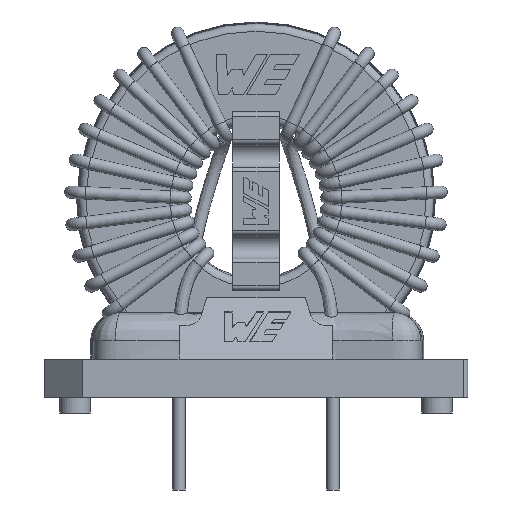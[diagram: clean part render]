
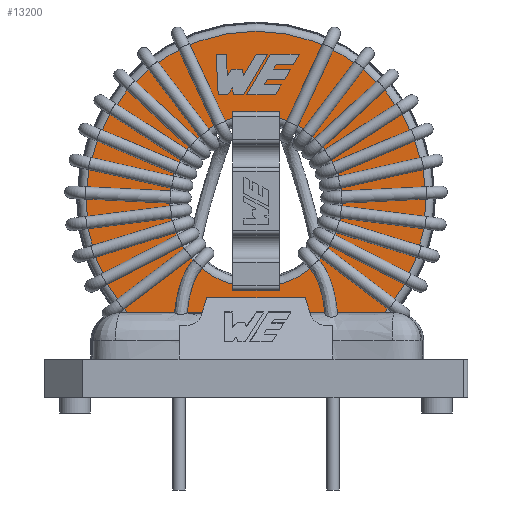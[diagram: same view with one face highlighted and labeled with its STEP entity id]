
A CAD part, front view. The second image highlights one B-rep face of the part: STEP entity #13200.
In plain terms, the highlighted planar face has unit normal (0, -1, 0).
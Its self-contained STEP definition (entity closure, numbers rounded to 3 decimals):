
#557=CIRCLE('',#16526,5.613);
#563=CIRCLE('',#16539,11.037);
#1887=ORIENTED_EDGE('',*,*,#5012,.F.);
#1888=ORIENTED_EDGE('',*,*,#5010,.F.);
#1889=ORIENTED_EDGE('',*,*,#5008,.F.);
#1890=ORIENTED_EDGE('',*,*,#5013,.F.);
#1891=ORIENTED_EDGE('',*,*,#5047,.F.);
#1892=ORIENTED_EDGE('',*,*,#5044,.F.);
#1893=ORIENTED_EDGE('',*,*,#5041,.F.);
#1894=ORIENTED_EDGE('',*,*,#5038,.F.);
#1895=ORIENTED_EDGE('',*,*,#5035,.F.);
#1896=ORIENTED_EDGE('',*,*,#5032,.F.);
#1897=ORIENTED_EDGE('',*,*,#5029,.F.);
#1898=ORIENTED_EDGE('',*,*,#5026,.F.);
#1899=ORIENTED_EDGE('',*,*,#5023,.F.);
#1900=ORIENTED_EDGE('',*,*,#5020,.F.);
#1901=ORIENTED_EDGE('',*,*,#5017,.F.);
#1902=ORIENTED_EDGE('',*,*,#5049,.F.);
#1903=ORIENTED_EDGE('',*,*,#5087,.F.);
#1904=ORIENTED_EDGE('',*,*,#5085,.F.);
#1905=ORIENTED_EDGE('',*,*,#5083,.F.);
#1906=ORIENTED_EDGE('',*,*,#5081,.F.);
#1907=ORIENTED_EDGE('',*,*,#5079,.F.);
#1908=ORIENTED_EDGE('',*,*,#5077,.F.);
#1909=ORIENTED_EDGE('',*,*,#5075,.F.);
#1910=ORIENTED_EDGE('',*,*,#5073,.F.);
#1911=ORIENTED_EDGE('',*,*,#5071,.F.);
#1912=ORIENTED_EDGE('',*,*,#5069,.F.);
#1913=ORIENTED_EDGE('',*,*,#5067,.F.);
#1914=ORIENTED_EDGE('',*,*,#5065,.F.);
#1915=ORIENTED_EDGE('',*,*,#5088,.F.);
#1916=ORIENTED_EDGE('',*,*,#5101,.T.);
#1917=ORIENTED_EDGE('',*,*,#5107,.T.);
#5008=EDGE_CURVE('',#6713,#6712,#8137,.T.);
#5010=EDGE_CURVE('',#6712,#6714,#8139,.T.);
#5012=EDGE_CURVE('',#6714,#6715,#8141,.T.);
#5013=EDGE_CURVE('',#6715,#6713,#8142,.T.);
#5017=EDGE_CURVE('',#6719,#6716,#8146,.T.);
#5020=EDGE_CURVE('',#6716,#6720,#8149,.T.);
#5023=EDGE_CURVE('',#6720,#6722,#8152,.T.);
#5026=EDGE_CURVE('',#6722,#6724,#8155,.T.);
#5029=EDGE_CURVE('',#6724,#6726,#8158,.T.);
#5032=EDGE_CURVE('',#6726,#6728,#8161,.T.);
#5035=EDGE_CURVE('',#6728,#6730,#8164,.T.);
#5038=EDGE_CURVE('',#6730,#6732,#8167,.T.);
#5041=EDGE_CURVE('',#6732,#6734,#8170,.T.);
#5044=EDGE_CURVE('',#6734,#6736,#8173,.T.);
#5047=EDGE_CURVE('',#6736,#6738,#8176,.T.);
#5049=EDGE_CURVE('',#6738,#6719,#8178,.T.);
#5065=EDGE_CURVE('',#6754,#6753,#8194,.T.);
#5067=EDGE_CURVE('',#6753,#6755,#8196,.T.);
#5069=EDGE_CURVE('',#6755,#6756,#8198,.T.);
#5071=EDGE_CURVE('',#6756,#6757,#8200,.T.);
#5073=EDGE_CURVE('',#6757,#6758,#8202,.T.);
#5075=EDGE_CURVE('',#6758,#6759,#8204,.T.);
#5077=EDGE_CURVE('',#6759,#6760,#8206,.T.);
#5079=EDGE_CURVE('',#6760,#6761,#8208,.T.);
#5081=EDGE_CURVE('',#6761,#6762,#8210,.T.);
#5083=EDGE_CURVE('',#6762,#6763,#8212,.T.);
#5085=EDGE_CURVE('',#6763,#6764,#8214,.T.);
#5087=EDGE_CURVE('',#6764,#6765,#8216,.T.);
#5088=EDGE_CURVE('',#6765,#6754,#8217,.T.);
#5101=EDGE_CURVE('',#6778,#6778,#557,.T.);
#5107=EDGE_CURVE('',#6784,#6784,#563,.T.);
#6712=VERTEX_POINT('',#21933);
#6713=VERTEX_POINT('',#21935);
#6714=VERTEX_POINT('',#21939);
#6715=VERTEX_POINT('',#21943);
#6716=VERTEX_POINT('',#21949);
#6719=VERTEX_POINT('',#21954);
#6720=VERTEX_POINT('',#21958);
#6722=VERTEX_POINT('',#21964);
#6724=VERTEX_POINT('',#21970);
#6726=VERTEX_POINT('',#21976);
#6728=VERTEX_POINT('',#21982);
#6730=VERTEX_POINT('',#21988);
#6732=VERTEX_POINT('',#21994);
#6734=VERTEX_POINT('',#22000);
#6736=VERTEX_POINT('',#22006);
#6738=VERTEX_POINT('',#22012);
#6753=VERTEX_POINT('',#22049);
#6754=VERTEX_POINT('',#22051);
#6755=VERTEX_POINT('',#22055);
#6756=VERTEX_POINT('',#22059);
#6757=VERTEX_POINT('',#22063);
#6758=VERTEX_POINT('',#22067);
#6759=VERTEX_POINT('',#22071);
#6760=VERTEX_POINT('',#22075);
#6761=VERTEX_POINT('',#22079);
#6762=VERTEX_POINT('',#22083);
#6763=VERTEX_POINT('',#22087);
#6764=VERTEX_POINT('',#22091);
#6765=VERTEX_POINT('',#22095);
#6778=VERTEX_POINT('',#22135);
#6784=VERTEX_POINT('',#22154);
#8137=LINE('',#21936,#9372);
#8139=LINE('',#21940,#9374);
#8141=LINE('',#21944,#9376);
#8142=LINE('',#21946,#9377);
#8146=LINE('',#21955,#9381);
#8149=LINE('',#21961,#9384);
#8152=LINE('',#21967,#9387);
#8155=LINE('',#21973,#9390);
#8158=LINE('',#21979,#9393);
#8161=LINE('',#21985,#9396);
#8164=LINE('',#21991,#9399);
#8167=LINE('',#21997,#9402);
#8170=LINE('',#22003,#9405);
#8173=LINE('',#22009,#9408);
#8176=LINE('',#22015,#9411);
#8178=LINE('',#22018,#9413);
#8194=LINE('',#22052,#9429);
#8196=LINE('',#22056,#9431);
#8198=LINE('',#22060,#9433);
#8200=LINE('',#22064,#9435);
#8202=LINE('',#22068,#9437);
#8204=LINE('',#22072,#9439);
#8206=LINE('',#22076,#9441);
#8208=LINE('',#22080,#9443);
#8210=LINE('',#22084,#9445);
#8212=LINE('',#22088,#9447);
#8214=LINE('',#22092,#9449);
#8216=LINE('',#22096,#9451);
#8217=LINE('',#22098,#9452);
#9372=VECTOR('',#18163,1000.);
#9374=VECTOR('',#18167,1000.);
#9376=VECTOR('',#18171,1000.);
#9377=VECTOR('',#18174,1000.);
#9381=VECTOR('',#18180,1000.);
#9384=VECTOR('',#18185,1000.);
#9387=VECTOR('',#18190,1000.);
#9390=VECTOR('',#18195,1000.);
#9393=VECTOR('',#18200,1000.);
#9396=VECTOR('',#18205,1000.);
#9399=VECTOR('',#18210,1000.);
#9402=VECTOR('',#18215,1000.);
#9405=VECTOR('',#18220,1000.);
#9408=VECTOR('',#18225,1000.);
#9411=VECTOR('',#18230,1000.);
#9413=VECTOR('',#18234,1000.);
#9429=VECTOR('',#18256,1000.);
#9431=VECTOR('',#18260,1000.);
#9433=VECTOR('',#18264,1000.);
#9435=VECTOR('',#18268,1000.);
#9437=VECTOR('',#18272,1000.);
#9439=VECTOR('',#18276,1000.);
#9441=VECTOR('',#18280,1000.);
#9443=VECTOR('',#18284,1000.);
#9445=VECTOR('',#18288,1000.);
#9447=VECTOR('',#18292,1000.);
#9449=VECTOR('',#18296,1000.);
#9451=VECTOR('',#18300,1000.);
#9452=VECTOR('',#18303,1000.);
#10447=EDGE_LOOP('',(#1887,#1888,#1889,#1890));
#10448=EDGE_LOOP('',(#1891,#1892,#1893,#1894,#1895,#1896,#1897,#1898,#1899,
#1900,#1901,#1902));
#10449=EDGE_LOOP('',(#1903,#1904,#1905,#1906,#1907,#1908,#1909,#1910,#1911,
#1912,#1913,#1914,#1915));
#10450=EDGE_LOOP('',(#1916));
#10451=EDGE_LOOP('',(#1917));
#11592=FACE_BOUND('',#10447,.T.);
#11593=FACE_BOUND('',#10448,.T.);
#11594=FACE_BOUND('',#10449,.T.);
#11595=FACE_BOUND('',#10450,.T.);
#11596=FACE_BOUND('',#10451,.T.);
#12701=PLANE('',#16540);
#13200=ADVANCED_FACE('',(#11592,#11593,#11594,#11595,#11596),#12701,.F.);
#16526=AXIS2_PLACEMENT_3D('',#22134,#18350,#18351);
#16539=AXIS2_PLACEMENT_3D('',#22153,#18376,#18377);
#16540=AXIS2_PLACEMENT_3D('',#22155,#18378,#18379);
#18163=DIRECTION('',(-1.,0.,0.));
#18167=DIRECTION('',(0.,0.,-1.));
#18171=DIRECTION('',(1.,0.,0.));
#18174=DIRECTION('',(0.,0.,1.));
#18180=DIRECTION('',(-1.,0.,0.));
#18185=DIRECTION('',(0.507,0.,0.862));
#18190=DIRECTION('',(1.,0.,0.));
#18195=DIRECTION('',(0.505,0.,0.863));
#18200=DIRECTION('',(-1.,0.,0.));
#18205=DIRECTION('',(0.52,0.,0.854));
#18210=DIRECTION('',(1.,0.,0.));
#18215=DIRECTION('',(0.507,0.,0.862));
#18220=DIRECTION('',(-1.,0.,0.));
#18225=DIRECTION('',(-0.504,0.,-0.864));
#18230=DIRECTION('',(1.,0.,0.));
#18234=DIRECTION('',(0.509,0.,0.861));
#18256=DIRECTION('',(-1.,0.,0.));
#18260=DIRECTION('',(-0.512,0.,-0.859));
#18264=DIRECTION('',(-0.171,0.,0.985));
#18268=DIRECTION('',(-1.,0.,0.));
#18272=DIRECTION('',(-0.583,0.,-0.812));
#18276=DIRECTION('',(-0.047,0.,0.999));
#18280=DIRECTION('',(-1.,0.,0.));
#18284=DIRECTION('',(0.052,0.,-0.999));
#18288=DIRECTION('',(1.,0.,0.));
#18292=DIRECTION('',(0.551,0.,0.834));
#18296=DIRECTION('',(0.141,0.,-0.99));
#18300=DIRECTION('',(1.,0.,0.));
#18303=DIRECTION('',(0.506,0.,0.863));
#18350=DIRECTION('',(0.,1.,0.));
#18351=DIRECTION('',(1.,0.,0.));
#18376=DIRECTION('',(0.,-1.,0.));
#18377=DIRECTION('',(-1.,0.,0.));
#18378=DIRECTION('',(0.,1.,0.));
#18379=DIRECTION('',(1.,0.,0.));
#21933=CARTESIAN_POINT('',(-2.,-4.2,-7.325));
#21935=CARTESIAN_POINT('',(2.,-4.2,-7.325));
#21936=CARTESIAN_POINT('',(2.,-4.2,-7.325));
#21939=CARTESIAN_POINT('',(-2.,-4.2,-9.325));
#21940=CARTESIAN_POINT('',(-2.,-4.2,-7.325));
#21943=CARTESIAN_POINT('',(2.,-4.2,-9.325));
#21944=CARTESIAN_POINT('',(-2.,-4.2,-9.325));
#21946=CARTESIAN_POINT('',(2.,-4.2,-9.325));
#21949=CARTESIAN_POINT('',(0.527,-4.2,7.557));
#21954=CARTESIAN_POINT('',(1.64,-4.2,7.557));
#21955=CARTESIAN_POINT('',(1.64,-4.2,7.557));
#21958=CARTESIAN_POINT('',(0.748,-4.2,7.931));
#21961=CARTESIAN_POINT('',(0.527,-4.2,7.557));
#21964=CARTESIAN_POINT('',(1.86,-4.2,7.931));
#21967=CARTESIAN_POINT('',(0.748,-4.2,7.931));
#21970=CARTESIAN_POINT('',(2.242,-4.2,8.584));
#21973=CARTESIAN_POINT('',(1.86,-4.2,7.931));
#21976=CARTESIAN_POINT('',(1.135,-4.2,8.584));
#21979=CARTESIAN_POINT('',(2.242,-4.2,8.584));
#21982=CARTESIAN_POINT('',(1.321,-4.2,8.89));
#21985=CARTESIAN_POINT('',(1.135,-4.2,8.584));
#21988=CARTESIAN_POINT('',(2.425,-4.2,8.89));
#21991=CARTESIAN_POINT('',(1.321,-4.2,8.89));
#21994=CARTESIAN_POINT('',(2.81,-4.2,9.544));
#21997=CARTESIAN_POINT('',(2.425,-4.2,8.89));
#22000=CARTESIAN_POINT('',(0.932,-4.2,9.544));
#22003=CARTESIAN_POINT('',(2.81,-4.2,9.544));
#22006=CARTESIAN_POINT('',(-0.6,-4.2,6.916));
#22009=CARTESIAN_POINT('',(0.932,-4.2,9.544));
#22012=CARTESIAN_POINT('',(1.261,-4.2,6.916));
#22015=CARTESIAN_POINT('',(-0.6,-4.2,6.916));
#22018=CARTESIAN_POINT('',(1.261,-4.2,6.916));
#22049=CARTESIAN_POINT('',(0.005,-4.2,9.544));
#22051=CARTESIAN_POINT('',(0.747,-4.2,9.544));
#22052=CARTESIAN_POINT('',(0.747,-4.2,9.544));
#22055=CARTESIAN_POINT('',(-0.817,-4.2,8.165));
#22056=CARTESIAN_POINT('',(0.005,-4.2,9.544));
#22059=CARTESIAN_POINT('',(-0.89,-4.2,8.584));
#22060=CARTESIAN_POINT('',(-0.817,-4.2,8.165));
#22063=CARTESIAN_POINT('',(-1.575,-4.2,8.584));
#22064=CARTESIAN_POINT('',(-0.89,-4.2,8.584));
#22067=CARTESIAN_POINT('',(-1.865,-4.2,8.18));
#22068=CARTESIAN_POINT('',(-1.575,-4.2,8.584));
#22071=CARTESIAN_POINT('',(-1.93,-4.2,9.544));
#22072=CARTESIAN_POINT('',(-1.865,-4.2,8.18));
#22075=CARTESIAN_POINT('',(-2.591,-4.2,9.544));
#22076=CARTESIAN_POINT('',(-1.93,-4.2,9.544));
#22079=CARTESIAN_POINT('',(-2.454,-4.2,6.916));
#22080=CARTESIAN_POINT('',(-2.591,-4.2,9.544));
#22083=CARTESIAN_POINT('',(-1.833,-4.2,6.916));
#22084=CARTESIAN_POINT('',(-2.454,-4.2,6.916));
#22087=CARTESIAN_POINT('',(-1.535,-4.2,7.367));
#22088=CARTESIAN_POINT('',(-1.833,-4.2,6.916));
#22091=CARTESIAN_POINT('',(-1.47,-4.2,6.916));
#22092=CARTESIAN_POINT('',(-1.535,-4.2,7.367));
#22095=CARTESIAN_POINT('',(-0.793,-4.2,6.916));
#22096=CARTESIAN_POINT('',(-1.47,-4.2,6.916));
#22098=CARTESIAN_POINT('',(-0.793,-4.2,6.916));
#22134=CARTESIAN_POINT('',(0.,-4.2,0.));
#22135=CARTESIAN_POINT('',(5.613,-4.2,0.));
#22153=CARTESIAN_POINT('',(0.,-4.2,0.));
#22154=CARTESIAN_POINT('',(-11.037,-4.2,0.));
#22155=CARTESIAN_POINT('',(0.,-4.2,0.));
